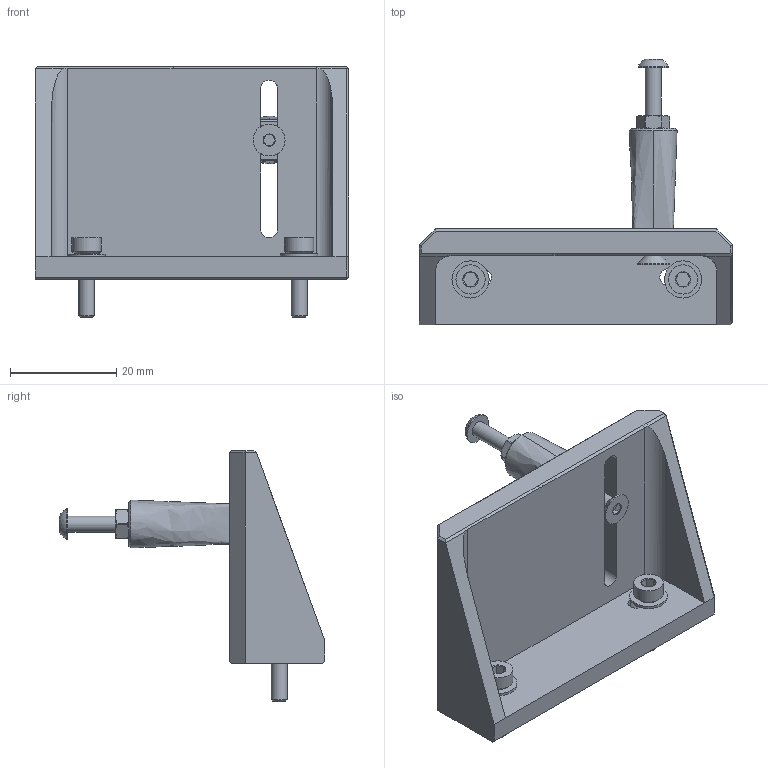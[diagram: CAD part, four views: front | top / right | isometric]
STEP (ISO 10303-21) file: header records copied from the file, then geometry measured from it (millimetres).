
FILE_DESCRIPTION(/* description */ ('','CAx-IF Rec.Pracs.---Representation and Presentation of Product Manufacturing Information (PMI)---4.0---2014-10-13'),/* implementation_level */ '2;1');
FILE_NAME(/* name */ 'Beefy Depressor.step',/* time_stamp */ '2025-01-07T14:00:19-05:00',/* author */ (''),/* organization */ (''),/* preprocessor_version */ 'ST-DEVELOPER v20',/* originating_system */ 'Autodesk Translation Framework v13.20.0.188',/* authorisation */ '');
FILE_SCHEMA (('AP242_MANAGED_MODEL_BASED_3D_ENGINEERING_MIM_LF { 1 0 10303 442 1 1 4 }'));
Length unit declared in the file: millimetre
Products named in the file (12): Beefy Depressor; depressor_Part1; depressor_mount_Part1; Hardware; M3x12 FHCS; M3x16 SHCS; (Unsaved); M3 Shim Washer; (Unsaved)_1; M3_Hexnut; M3x16 BHCS; (Unsaved)_2
Assembly tree (13 placements, depth 4):
  Beefy Depressor
    depressor_Part1
    depressor_mount_Part1
    Hardware
      M3x12 FHCS
      M3x16 SHCS  x2
      M3 Shim Washer  x2
      (Unsaved)
      (Unsaved)_1
        M3_Hexnut
      M3x16 BHCS
      (Unsaved)_2
Bounding box: 59 x 49.98 x 47.15 mm (x, y, z)
Volume: 17130.9 mm3; surface area: 10522.9 mm2
Topology: 11 solids, 11 shells, 714 faces, 1867 edges, 1176 vertices
Faces by surface type: plane 290, bspline 179, cylinder 144, cone 76, sphere 21, torus 4
Full cylindrical faces by diameter (mm): 2.9 x2, 3 x5, 3.2 x2, 3.25 x1, 4.1 x2, 4.25 x4, 4.7 x2, 5.5 x2, 5.7 x1, 6 x1, 7 x2
Entity records: 33216 total; most frequent: CARTESIAN_POINT 16898, ORIENTED_EDGE 3622, DIRECTION 2925, EDGE_CURVE 1811, VERTEX_POINT 1154, AXIS2_PLACEMENT_3D 1031, LINE 863, VECTOR 863
